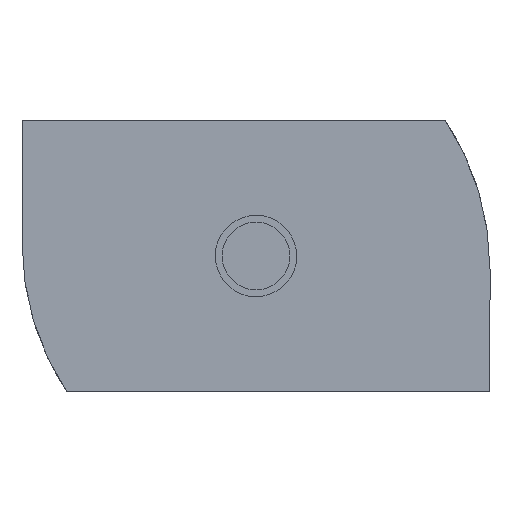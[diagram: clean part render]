
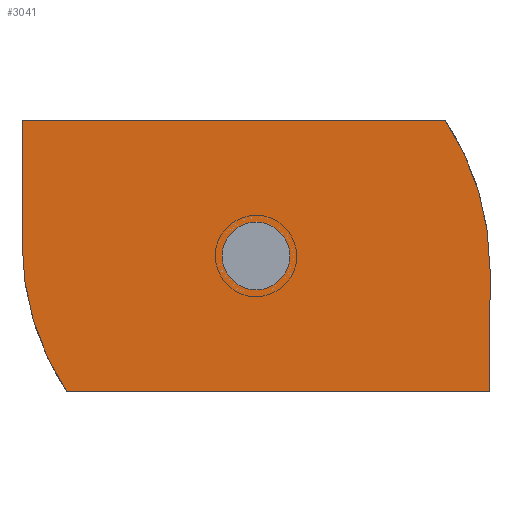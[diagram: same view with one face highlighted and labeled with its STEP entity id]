
A CAD part, front view. The second image highlights one B-rep face of the part: STEP entity #3041.
In plain terms, the highlighted planar face has unit normal (0, -1, 0).
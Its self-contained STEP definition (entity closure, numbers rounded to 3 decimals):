
#82 = VERTEX_POINT ( 'NONE', #2455 ) ;
#145 = DIRECTION ( 'NONE',  ( 0., 0., -1. ) ) ;
#153 = CARTESIAN_POINT ( 'NONE',  ( -17.25, 0., 10. ) ) ;
#163 = CARTESIAN_POINT ( 'NONE',  ( 0., 0., 0. ) ) ;
#198 = CARTESIAN_POINT ( 'NONE',  ( 17.25, 0., -10. ) ) ;
#252 = DIRECTION ( 'NONE',  ( 0., 0., 1. ) ) ;
#266 = DIRECTION ( 'NONE',  ( 0., 0., -1. ) ) ;
#299 = CARTESIAN_POINT ( 'NONE',  ( -13.953, 0., -10. ) ) ;
#378 = EDGE_CURVE ( 'NONE', #628, #82, #979, .T. ) ;
#408 = CIRCLE ( 'NONE', #3058, 20. ) ;
#426 = ORIENTED_EDGE ( 'NONE', *, *, #2936, .F. ) ;
#439 = EDGE_CURVE ( 'NONE', #2780, #1217, #2898, .T. ) ;
#441 = LINE ( 'NONE', #153, #1964 ) ;
#485 = CARTESIAN_POINT ( 'NONE',  ( 0., 0., -2.5 ) ) ;
#528 = ORIENTED_EDGE ( 'NONE', *, *, #2377, .F. ) ;
#564 = CARTESIAN_POINT ( 'NONE',  ( 0., 0., 2.5 ) ) ;
#628 = VERTEX_POINT ( 'NONE', #712 ) ;
#712 = CARTESIAN_POINT ( 'NONE',  ( -17.25, 0., 1. ) ) ;
#747 = CIRCLE ( 'NONE', #2188, 2.5 ) ;
#755 = EDGE_CURVE ( 'NONE', #2814, #1143, #747, .T. ) ;
#824 = ORIENTED_EDGE ( 'NONE', *, *, #755, .T. ) ;
#876 = LINE ( 'NONE', #1136, #2781 ) ;
#924 = CIRCLE ( 'NONE', #2667, 20. ) ;
#944 = ORIENTED_EDGE ( 'NONE', *, *, #2143, .T. ) ;
#979 = LINE ( 'NONE', #1245, #1798 ) ;
#1021 = DIRECTION ( 'NONE',  ( 0., 1., 0. ) ) ;
#1037 = EDGE_LOOP ( 'NONE', ( #1797, #426, #2944, #2723, #528, #2824 ) ) ;
#1053 = VERTEX_POINT ( 'NONE', #1807 ) ;
#1136 = CARTESIAN_POINT ( 'NONE',  ( -13.953, 0., -10. ) ) ;
#1143 = VERTEX_POINT ( 'NONE', #564 ) ;
#1217 = VERTEX_POINT ( 'NONE', #198 ) ;
#1245 = CARTESIAN_POINT ( 'NONE',  ( -17.25, 0., 10. ) ) ;
#1276 = EDGE_CURVE ( 'NONE', #1217, #1437, #876, .T. ) ;
#1295 = DIRECTION ( 'NONE',  ( 0., 1., 0. ) ) ;
#1410 = PLANE ( 'NONE',  #1970 ) ;
#1437 = VERTEX_POINT ( 'NONE', #299 ) ;
#1590 = CARTESIAN_POINT ( 'NONE',  ( 17.25, 0., -1. ) ) ;
#1621 = FACE_BOUND ( 'NONE', #2089, .T. ) ;
#1721 = CIRCLE ( 'NONE', #2613, 2.5 ) ;
#1731 = CARTESIAN_POINT ( 'NONE',  ( 0., 0., 0. ) ) ;
#1797 = ORIENTED_EDGE ( 'NONE', *, *, #439, .F. ) ;
#1798 = VECTOR ( 'NONE', #252, 1000. ) ;
#1807 = CARTESIAN_POINT ( 'NONE',  ( 13.953, 0., 10. ) ) ;
#1875 = CARTESIAN_POINT ( 'NONE',  ( 2.75, 0., 1. ) ) ;
#1964 = VECTOR ( 'NONE', #2103, 1000. ) ;
#1970 = AXIS2_PLACEMENT_3D ( 'NONE', #3042, #2376, #2334 ) ;
#2081 = DIRECTION ( 'NONE',  ( 0., 1., 0. ) ) ;
#2089 = EDGE_LOOP ( 'NONE', ( #944, #824 ) ) ;
#2103 = DIRECTION ( 'NONE',  ( 1., 0., 0. ) ) ;
#2143 = EDGE_CURVE ( 'NONE', #1143, #2814, #1721, .T. ) ;
#2188 = AXIS2_PLACEMENT_3D ( 'NONE', #1731, #1021, #2228 ) ;
#2228 = DIRECTION ( 'NONE',  ( 0., 0., 1. ) ) ;
#2264 = CARTESIAN_POINT ( 'NONE',  ( 17.25, 0., -1. ) ) ;
#2334 = DIRECTION ( 'NONE',  ( 0., 0., -1. ) ) ;
#2376 = DIRECTION ( 'NONE',  ( 0., -1., 0. ) ) ;
#2377 = EDGE_CURVE ( 'NONE', #1437, #628, #408, .T. ) ;
#2401 = EDGE_CURVE ( 'NONE', #82, #1053, #441, .T. ) ;
#2455 = CARTESIAN_POINT ( 'NONE',  ( -17.25, 0., 10. ) ) ;
#2550 = DIRECTION ( 'NONE',  ( 0., 0., 1. ) ) ;
#2560 = FACE_OUTER_BOUND ( 'NONE', #1037, .T. ) ;
#2613 = AXIS2_PLACEMENT_3D ( 'NONE', #163, #3046, #2550 ) ;
#2648 = VECTOR ( 'NONE', #266, 1000. ) ;
#2667 = AXIS2_PLACEMENT_3D ( 'NONE', #2764, #1295, #145 ) ;
#2723 = ORIENTED_EDGE ( 'NONE', *, *, #378, .F. ) ;
#2764 = CARTESIAN_POINT ( 'NONE',  ( -2.75, 0., -1. ) ) ;
#2780 = VERTEX_POINT ( 'NONE', #1590 ) ;
#2781 = VECTOR ( 'NONE', #3029, 1000. ) ;
#2814 = VERTEX_POINT ( 'NONE', #485 ) ;
#2824 = ORIENTED_EDGE ( 'NONE', *, *, #1276, .F. ) ;
#2898 = LINE ( 'NONE', #2264, #2648 ) ;
#2936 = EDGE_CURVE ( 'NONE', #1053, #2780, #924, .T. ) ;
#2944 = ORIENTED_EDGE ( 'NONE', *, *, #2401, .F. ) ;
#2998 = DIRECTION ( 'NONE',  ( 0., 0., -1. ) ) ;
#3029 = DIRECTION ( 'NONE',  ( -1., 0., 0. ) ) ;
#3041 = ADVANCED_FACE ( 'NONE', ( #2560, #1621 ), #1410, .T. ) ;
#3042 = CARTESIAN_POINT ( 'NONE',  ( 2.75, 0., 1. ) ) ;
#3046 = DIRECTION ( 'NONE',  ( 0., 1., 0. ) ) ;
#3058 = AXIS2_PLACEMENT_3D ( 'NONE', #1875, #2081, #2998 ) ;
